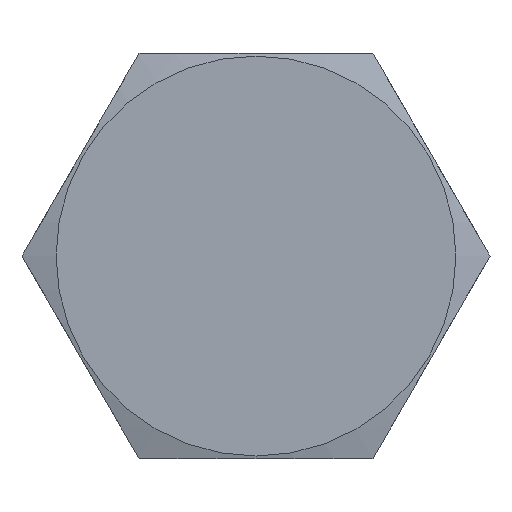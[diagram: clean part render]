
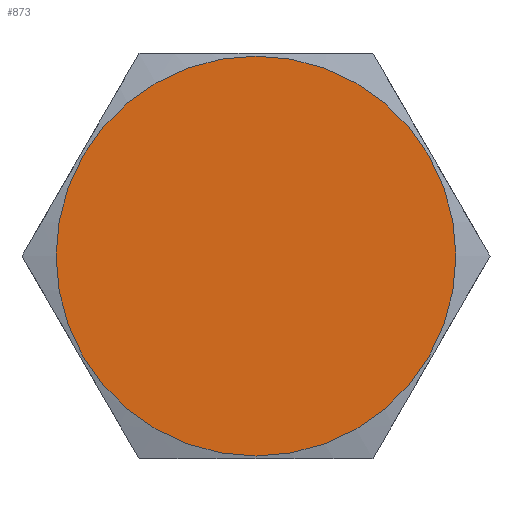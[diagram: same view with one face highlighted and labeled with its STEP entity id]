
A CAD part, left-side view. The second image highlights one B-rep face of the part: STEP entity #873.
In plain terms, the highlighted planar face has unit normal (-1, 0, 0).
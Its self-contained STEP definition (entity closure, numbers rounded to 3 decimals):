
#744 = EDGE_LOOP ( 'NONE', ( #1298 ) ) ;
#873 = ADVANCED_FACE ( 'NONE', ( #7524 ), #6162, .F. ) ;
#1298 = ORIENTED_EDGE ( 'NONE', *, *, #12302, .T. ) ;
#1506 = DIRECTION ( 'NONE',  ( 0., 0., 1. ) ) ;
#2965 = DIRECTION ( 'NONE',  ( -1., 0., 0. ) ) ;
#3440 = AXIS2_PLACEMENT_3D ( 'NONE', #13048, #11887, #17431 ) ;
#5045 = VERTEX_POINT ( 'NONE', #10281 ) ;
#5124 = AXIS2_PLACEMENT_3D ( 'NONE', #14041, #2965, #1506 ) ;
#6162 = PLANE ( 'NONE',  #3440 ) ;
#7524 = FACE_OUTER_BOUND ( 'NONE', #744, .T. ) ;
#8301 = CIRCLE ( 'NONE', #5124, 14.8 ) ;
#10281 = CARTESIAN_POINT ( 'NONE',  ( 0., 0., 14.8 ) ) ;
#11887 = DIRECTION ( 'NONE',  ( 1., 0., 0. ) ) ;
#12302 = EDGE_CURVE ( 'NONE', #5045, #5045, #8301, .T. ) ;
#13048 = CARTESIAN_POINT ( 'NONE',  ( 0., 20.5, 0. ) ) ;
#14041 = CARTESIAN_POINT ( 'NONE',  ( 0., 0., 0. ) ) ;
#17431 = DIRECTION ( 'NONE',  ( 0., 0., -1. ) ) ;
